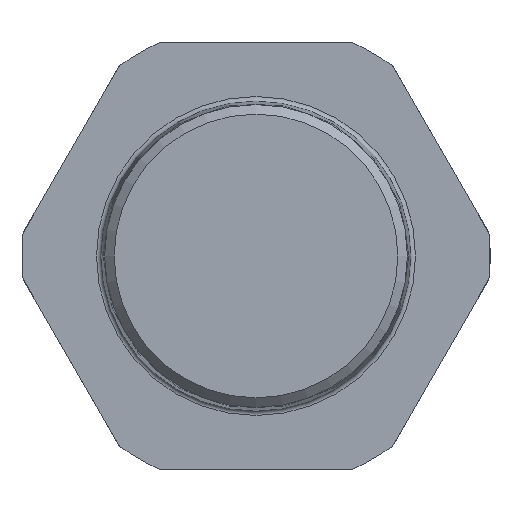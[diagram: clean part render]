
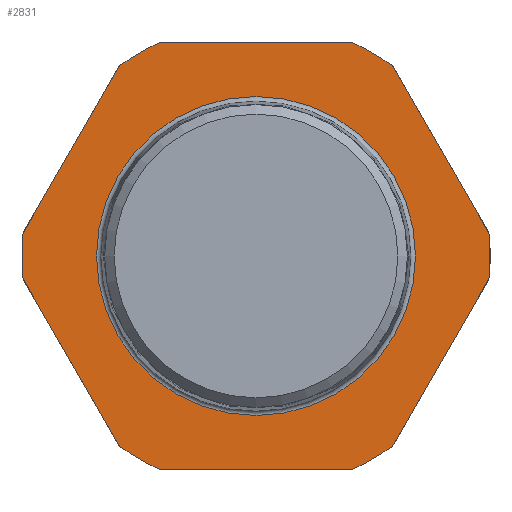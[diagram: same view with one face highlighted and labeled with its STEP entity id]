
A CAD part, left-side view. The second image highlights one B-rep face of the part: STEP entity #2831.
In plain terms, the highlighted planar face has unit normal (-1, 0, 0).
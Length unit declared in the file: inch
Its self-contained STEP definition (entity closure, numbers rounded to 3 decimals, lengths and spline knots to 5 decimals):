
#52=FACE_BOUND('',#797,.T.);
#108=PLANE('',#3290);
#301=LINE('',#5370,#397);
#304=LINE('',#5400,#400);
#307=LINE('',#5430,#403);
#310=LINE('',#5460,#406);
#313=LINE('',#5480,#409);
#316=LINE('',#5523,#412);
#397=VECTOR('',#4198,0.3937);
#400=VECTOR('',#4203,0.3937);
#403=VECTOR('',#4208,0.3937);
#406=VECTOR('',#4213,0.3937);
#409=VECTOR('',#4218,0.3937);
#412=VECTOR('',#4223,0.3937);
#644=FACE_OUTER_BOUND('',#796,.T.);
#796=EDGE_LOOP('',(#2636,#2637,#2638,#2639,#2640,#2641,#2642,#2643,#2644,
#2645,#2646,#2647));
#797=EDGE_LOOP('',(#2648,#2649));
#1081=CIRCLE('',#3274,0.99409);
#1083=CIRCLE('',#3277,0.99409);
#1084=CIRCLE('',#3279,0.99409);
#1087=CIRCLE('',#3283,0.99409);
#1088=CIRCLE('',#3285,0.99409);
#1092=CIRCLE('',#3291,0.99409);
#1093=CIRCLE('',#3292,0.67717);
#1094=CIRCLE('',#3293,0.67717);
#1373=VERTEX_POINT('',#5367);
#1374=VERTEX_POINT('',#5369);
#1377=VERTEX_POINT('',#5397);
#1378=VERTEX_POINT('',#5399);
#1381=VERTEX_POINT('',#5427);
#1382=VERTEX_POINT('',#5429);
#1385=VERTEX_POINT('',#5457);
#1386=VERTEX_POINT('',#5459);
#1389=VERTEX_POINT('',#5477);
#1390=VERTEX_POINT('',#5479);
#1394=VERTEX_POINT('',#5520);
#1395=VERTEX_POINT('',#5522);
#1396=VERTEX_POINT('',#5545);
#1397=VERTEX_POINT('',#5546);
#1782=EDGE_CURVE('',#1374,#1373,#301,.T.);
#1786=EDGE_CURVE('',#1378,#1377,#304,.T.);
#1790=EDGE_CURVE('',#1382,#1381,#307,.T.);
#1794=EDGE_CURVE('',#1386,#1385,#310,.T.);
#1798=EDGE_CURVE('',#1390,#1389,#313,.T.);
#1803=EDGE_CURVE('',#1395,#1394,#316,.T.);
#1806=EDGE_CURVE('',#1395,#1385,#1081,.T.);
#1808=EDGE_CURVE('',#1386,#1381,#1083,.T.);
#1809=EDGE_CURVE('',#1378,#1389,#1084,.T.);
#1812=EDGE_CURVE('',#1382,#1377,#1087,.T.);
#1813=EDGE_CURVE('',#1374,#1394,#1088,.T.);
#1817=EDGE_CURVE('',#1390,#1373,#1092,.T.);
#1818=EDGE_CURVE('',#1396,#1397,#1093,.T.);
#1819=EDGE_CURVE('',#1397,#1396,#1094,.T.);
#2636=ORIENTED_EDGE('',*,*,#1782,.T.);
#2637=ORIENTED_EDGE('',*,*,#1817,.F.);
#2638=ORIENTED_EDGE('',*,*,#1798,.T.);
#2639=ORIENTED_EDGE('',*,*,#1809,.F.);
#2640=ORIENTED_EDGE('',*,*,#1786,.T.);
#2641=ORIENTED_EDGE('',*,*,#1812,.F.);
#2642=ORIENTED_EDGE('',*,*,#1790,.T.);
#2643=ORIENTED_EDGE('',*,*,#1808,.F.);
#2644=ORIENTED_EDGE('',*,*,#1794,.T.);
#2645=ORIENTED_EDGE('',*,*,#1806,.F.);
#2646=ORIENTED_EDGE('',*,*,#1803,.T.);
#2647=ORIENTED_EDGE('',*,*,#1813,.F.);
#2648=ORIENTED_EDGE('',*,*,#1818,.T.);
#2649=ORIENTED_EDGE('',*,*,#1819,.T.);
#2831=ADVANCED_FACE('',(#644,#52),#108,.T.);
#3274=AXIS2_PLACEMENT_3D('',#5527,#4229,#4230);
#3277=AXIS2_PLACEMENT_3D('',#5530,#4235,#4236);
#3279=AXIS2_PLACEMENT_3D('',#5532,#4239,#4240);
#3283=AXIS2_PLACEMENT_3D('',#5536,#4247,#4248);
#3285=AXIS2_PLACEMENT_3D('',#5538,#4251,#4252);
#3290=AXIS2_PLACEMENT_3D('',#5543,#4261,#4262);
#3291=AXIS2_PLACEMENT_3D('',#5544,#4263,#4264);
#3292=AXIS2_PLACEMENT_3D('',#5547,#4265,#4266);
#3293=AXIS2_PLACEMENT_3D('',#5548,#4267,#4268);
#4198=DIRECTION('',(0.,-0.5,-0.866));
#4203=DIRECTION('',(0.,-0.5,0.866));
#4208=DIRECTION('',(0.,0.5,0.866));
#4213=DIRECTION('',(0.,1.,0.));
#4218=DIRECTION('',(0.,-1.,0.));
#4223=DIRECTION('',(0.,0.5,-0.866));
#4229=DIRECTION('center_axis',(1.,0.,0.));
#4230=DIRECTION('ref_axis',(0.,0.,1.));
#4235=DIRECTION('center_axis',(1.,0.,0.));
#4236=DIRECTION('ref_axis',(0.,0.,1.));
#4239=DIRECTION('center_axis',(1.,0.,0.));
#4240=DIRECTION('ref_axis',(0.,0.,1.));
#4247=DIRECTION('center_axis',(1.,0.,0.));
#4248=DIRECTION('ref_axis',(0.,0.,1.));
#4251=DIRECTION('center_axis',(1.,0.,0.));
#4252=DIRECTION('ref_axis',(0.,0.,1.));
#4261=DIRECTION('center_axis',(-1.,0.,0.));
#4262=DIRECTION('ref_axis',(0.,0.,
-1.));
#4263=DIRECTION('center_axis',(1.,0.,0.));
#4264=DIRECTION('ref_axis',(0.,0.,1.));
#4265=DIRECTION('center_axis',(1.,0.,0.));
#4266=DIRECTION('ref_axis',(0.,0.,1.));
#4267=DIRECTION('center_axis',(1.,0.,0.));
#4268=DIRECTION('ref_axis',(0.,0.,1.));
#5367=CARTESIAN_POINT('',(-0.65354,0.57909,-0.80801));
#5369=CARTESIAN_POINT('',(-0.65354,0.9893,-0.0975));
#5370=CARTESIAN_POINT('',(-0.65354,0.76249,-0.49036));
#5397=CARTESIAN_POINT('',(-0.65354,-0.9893,-0.0975));
#5399=CARTESIAN_POINT('',(-0.65354,-0.57909,-0.80801));
#5400=CARTESIAN_POINT('',(-0.65354,-0.80591,-0.41515));
#5427=CARTESIAN_POINT('',(-0.65354,-0.57909,0.80801));
#5429=CARTESIAN_POINT('',(-0.65354,-0.9893,0.0975));
#5430=CARTESIAN_POINT('',(-0.65354,-1.01101,0.0599));
#5457=CARTESIAN_POINT('',(-0.65354,0.41021,0.90551));
#5459=CARTESIAN_POINT('',(-0.65354,-0.41021,0.90551));
#5460=CARTESIAN_POINT('',(-0.65354,-0.70215,0.90551));
#5477=CARTESIAN_POINT('',(-0.65354,-0.41021,-0.90551));
#5479=CARTESIAN_POINT('',(-0.65354,0.41021,-0.90551));
#5480=CARTESIAN_POINT('',(-0.65354,-0.29194,-0.90551));
#5520=CARTESIAN_POINT('',(-0.65354,0.9893,0.0975));
#5522=CARTESIAN_POINT('',(-0.65354,0.57909,0.80801));
#5523=CARTESIAN_POINT('',(-0.65354,0.55738,0.84561));
#5527=CARTESIAN_POINT('Origin',(-0.65354,0.,
0.));
#5530=CARTESIAN_POINT('Origin',(-0.65354,0.,
0.));
#5532=CARTESIAN_POINT('Origin',(-0.65354,0.,
0.));
#5536=CARTESIAN_POINT('Origin',(-0.65354,0.,
0.));
#5538=CARTESIAN_POINT('Origin',(-0.65354,0.,
0.));
#5543=CARTESIAN_POINT('Origin',(-0.65354,-0.99409,0.));
#5544=CARTESIAN_POINT('Origin',(-0.65354,0.,
0.));
#5545=CARTESIAN_POINT('',(-0.65354,-0.67717,0.));
#5546=CARTESIAN_POINT('',(-0.65354,0.,-0.67717));
#5547=CARTESIAN_POINT('Origin',(-0.65354,0.,
0.));
#5548=CARTESIAN_POINT('Origin',(-0.65354,0.,
0.));
